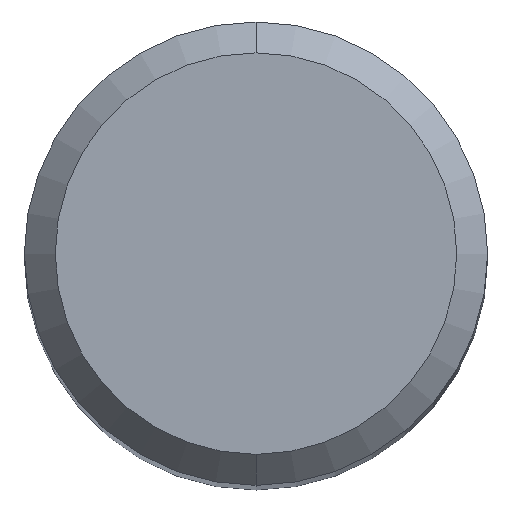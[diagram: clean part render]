
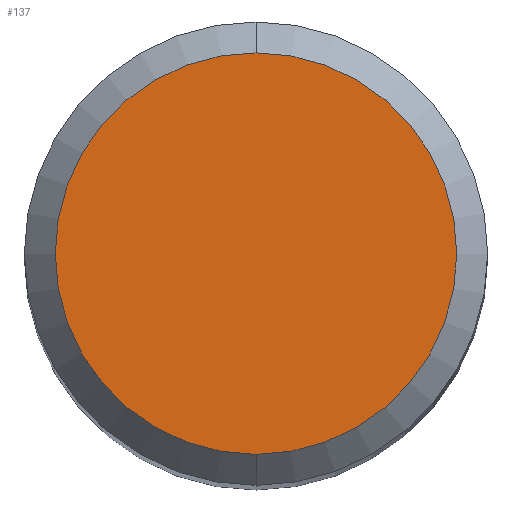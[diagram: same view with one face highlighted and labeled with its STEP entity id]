
A CAD part, top view. The second image highlights one B-rep face of the part: STEP entity #137.
In plain terms, the highlighted planar face has unit normal (0, 0, 1).
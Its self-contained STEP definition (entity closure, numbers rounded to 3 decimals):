
#109=EDGE_CURVE('',#135,#149,#260,.T.);
#135=VERTEX_POINT('',#291);
#137=ADVANCED_FACE('',(#293),#294,.T.);
#149=VERTEX_POINT('',#309);
#219=EDGE_CURVE('',#149,#135,#386,.T.);
#260=CIRCLE('',#426,2.6);
#291=CARTESIAN_POINT('',(0.0,2.6,0.0));
#293=FACE_OUTER_BOUND('',#463,.T.);
#294=PLANE('',#464);
#309=CARTESIAN_POINT('',(0.,-2.6,0.0));
#386=CIRCLE('',#582,2.6);
#426=AXIS2_PLACEMENT_3D('',#611,#612,#613);
#463=EDGE_LOOP('',(#666,#667));
#464=AXIS2_PLACEMENT_3D('',#668,#669,#670);
#582=AXIS2_PLACEMENT_3D('',#774,#775,#776);
#611=CARTESIAN_POINT('',(0.0,0.0,0.0));
#612=DIRECTION('',(0.0,0.0,-1.0));
#613=DIRECTION('',(0.0,1.0,0.0));
#666=ORIENTED_EDGE('',*,*,#109,.F.);
#667=ORIENTED_EDGE('',*,*,#219,.F.);
#668=CARTESIAN_POINT('',(0.0,1.3,0.0));
#669=DIRECTION('',(-0.0,0.0,1.0));
#670=DIRECTION('',(0.0,-1.0,0.0));
#774=CARTESIAN_POINT('',(0.0,0.0,0.0));
#775=DIRECTION('',(0.0,0.0,-1.0));
#776=DIRECTION('',(0.0,1.0,0.0));
